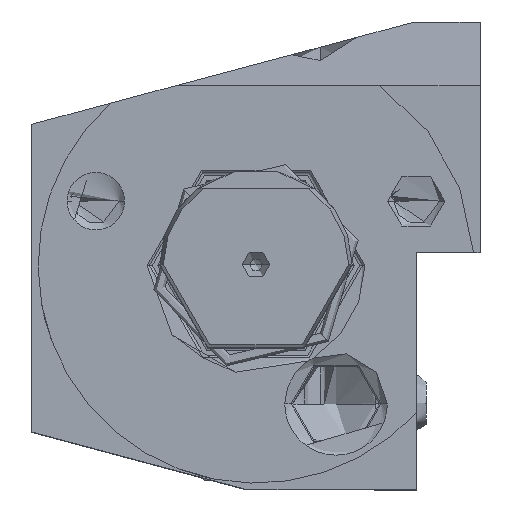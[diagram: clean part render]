
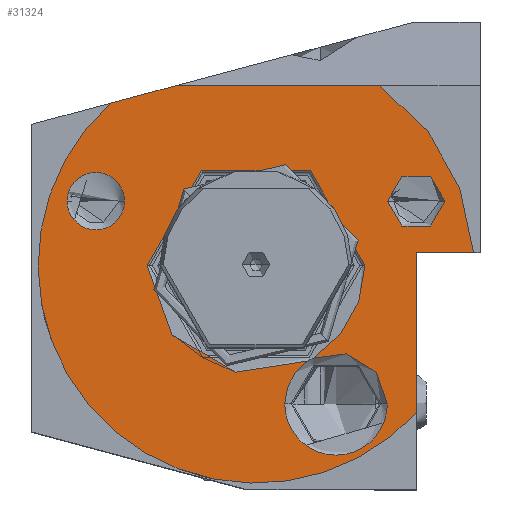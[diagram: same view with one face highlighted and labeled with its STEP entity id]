
A CAD part, top view. The second image highlights one B-rep face of the part: STEP entity #31324.
In plain terms, the highlighted planar face has unit normal (0, 0, 1).
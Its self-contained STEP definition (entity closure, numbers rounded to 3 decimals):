
#8133 = CARTESIAN_POINT ( 'NONE',  ( -25., 10., -55. ) ) ;
#10794 = DIRECTION ( 'NONE',  ( 0., 0., -1. ) ) ;
#10797 = DIRECTION ( 'NONE',  ( -1., 0., 0. ) ) ;
#12175 = AXIS2_PLACEMENT_3D ( 'NONE', #22088, #22086, #22101 ) ;
#12183 = AXIS2_PLACEMENT_3D ( 'NONE', #22033, #22030, #22038 ) ;
#12227 = AXIS2_PLACEMENT_3D ( 'NONE', #22035, #22036, #22047 ) ;
#12242 = AXIS2_PLACEMENT_3D ( 'NONE', #22025, #22034, #22026 ) ;
#12623 = FACE_BOUND ( 'NONE', #62817, .T. ) ;
#12627 = FACE_OUTER_BOUND ( 'NONE', #62884, .T. ) ;
#12651 = FACE_BOUND ( 'NONE', #62848, .T. ) ;
#12669 = FACE_BOUND ( 'NONE', #62868, .T. ) ;
#12676 = AXIS2_PLACEMENT_3D ( 'NONE', #38392, #38391, #38424 ) ;
#12934 = AXIS2_PLACEMENT_3D ( 'NONE', #13646, #13659, #13592 ) ;
#12943 = AXIS2_PLACEMENT_3D ( 'NONE', #13778, #13871, #13850 ) ;
#13156 = AXIS2_PLACEMENT_3D ( 'NONE', #19490, #19498, #19487 ) ;
#13592 = DIRECTION ( 'NONE',  ( 1., 0., 0. ) ) ;
#13646 = CARTESIAN_POINT ( 'NONE',  ( 0., 0., -55. ) ) ;
#13659 = DIRECTION ( 'NONE',  ( 0., 0., 1. ) ) ;
#13778 = CARTESIAN_POINT ( 'NONE',  ( 0., 0., -55. ) ) ;
#13850 = DIRECTION ( 'NONE',  ( 1., 0., 0. ) ) ;
#13871 = DIRECTION ( 'NONE',  ( 0., 0., 1. ) ) ;
#19487 = DIRECTION ( 'NONE',  ( -1., 0., 0. ) ) ;
#19490 = CARTESIAN_POINT ( 'NONE',  ( 25., 10., -55. ) ) ;
#19498 = DIRECTION ( 'NONE',  ( 0., 0., -1. ) ) ;
#21462 = AXIS2_PLACEMENT_3D ( 'NONE', #45425, #45431, #45449 ) ;
#21492 = AXIS2_PLACEMENT_3D ( 'NONE', #51498, #51417, #51509 ) ;
#21495 = AXIS2_PLACEMENT_3D ( 'NONE', #51444, #51482, #51463 ) ;
#21512 = AXIS2_PLACEMENT_3D ( 'NONE', #51710, #51638, #51659 ) ;
#21555 = AXIS2_PLACEMENT_3D ( 'NONE', #8133, #10794, #10797 ) ;
#21820 = CARTESIAN_POINT ( 'NONE',  ( 25., 17., -55. ) ) ;
#21828 = CARTESIAN_POINT ( 'NONE',  ( 0., 2., -55. ) ) ;
#21835 = DIRECTION ( 'NONE',  ( -1., 0., 0. ) ) ;
#21862 = DIRECTION ( 'NONE',  ( 0., -1., 0. ) ) ;
#22025 = CARTESIAN_POINT ( 'NONE',  ( 12.49, -21.633, -55. ) ) ;
#22026 = DIRECTION ( 'NONE',  ( -1., 0., 0. ) ) ;
#22030 = DIRECTION ( 'NONE',  ( 0., 0., 1. ) ) ;
#22033 = CARTESIAN_POINT ( 'NONE',  ( 0., 0., -55. ) ) ;
#22034 = DIRECTION ( 'NONE',  ( 0., 0., -1. ) ) ;
#22035 = CARTESIAN_POINT ( 'NONE',  ( 0., 0., -55. ) ) ;
#22036 = DIRECTION ( 'NONE',  ( 0., 0., 1. ) ) ;
#22038 = DIRECTION ( 'NONE',  ( 1., 0., 0. ) ) ;
#22047 = DIRECTION ( 'NONE',  ( 1., 0., 0. ) ) ;
#22086 = DIRECTION ( 'NONE',  ( 0., 0., 1. ) ) ;
#22088 = CARTESIAN_POINT ( 'NONE',  ( 0., 0., -55. ) ) ;
#22101 = DIRECTION ( 'NONE',  ( 1., 0., 0. ) ) ;
#22216 = CARTESIAN_POINT ( 'NONE',  ( 4.49, -21.633, -55. ) ) ;
#22227 = CARTESIAN_POINT ( 'NONE',  ( 20.49, -21.633, -55. ) ) ;
#22259 = CARTESIAN_POINT ( 'NONE',  ( -29.475, 10., -55. ) ) ;
#22386 = CARTESIAN_POINT ( 'NONE',  ( -20.525, 10., -55. ) ) ;
#22781 = CIRCLE ( 'NONE', #12242, 8. ) ;
#22785 = CIRCLE ( 'NONE', #12175, 17. ) ;
#22789 = CIRCLE ( 'NONE', #12227, 34. ) ;
#22800 = CIRCLE ( 'NONE', #12183, 34. ) ;
#23429 = CIRCLE ( 'NONE', #12676, 8. ) ;
#24132 = LINE ( 'NONE', #21828, #24147 ) ;
#24147 = VECTOR ( 'NONE', #21835, 1000. ) ;
#24158 = VECTOR ( 'NONE', #21862, 1000. ) ;
#24161 = LINE ( 'NONE', #21820, #24158 ) ;
#31324 = ADVANCED_FACE ( 'NONE', ( #12669, #12651, #12623, #12627 ), #45422, .F. ) ;
#31568 = EDGE_CURVE ( 'NONE', #60334, #60309, #55240, .T. ) ;
#31571 = EDGE_CURVE ( 'NONE', #59365, #61943, #55255, .T. ) ;
#31587 = EDGE_CURVE ( 'NONE', #34829, #34793, #55209, .T. ) ;
#31598 = EDGE_CURVE ( 'NONE', #34761, #34793, #55231, .T. ) ;
#31599 = EDGE_CURVE ( 'NONE', #61846, #61951, #55218, .T. ) ;
#34750 = VERTEX_POINT ( 'NONE', #51767 ) ;
#34761 = VERTEX_POINT ( 'NONE', #51769 ) ;
#34771 = VERTEX_POINT ( 'NONE', #51820 ) ;
#34793 = VERTEX_POINT ( 'NONE', #51736 ) ;
#34815 = VERTEX_POINT ( 'NONE', #51783 ) ;
#34829 = VERTEX_POINT ( 'NONE', #51924 ) ;
#36195 = ORIENTED_EDGE ( 'NONE', *, *, #58789, .F. ) ;
#36224 = ORIENTED_EDGE ( 'NONE', *, *, #31587, .T. ) ;
#36228 = ORIENTED_EDGE ( 'NONE', *, *, #31598, .F. ) ;
#36241 = ORIENTED_EDGE ( 'NONE', *, *, #59210, .F. ) ;
#36243 = ORIENTED_EDGE ( 'NONE', *, *, #59239, .T. ) ;
#36254 = ORIENTED_EDGE ( 'NONE', *, *, #31599, .T. ) ;
#36256 = ORIENTED_EDGE ( 'NONE', *, *, #58943, .T. ) ;
#36278 = ORIENTED_EDGE ( 'NONE', *, *, #59244, .T. ) ;
#36298 = ORIENTED_EDGE ( 'NONE', *, *, #31568, .T. ) ;
#36324 = ORIENTED_EDGE ( 'NONE', *, *, #61253, .T. ) ;
#36382 = ORIENTED_EDGE ( 'NONE', *, *, #59251, .T. ) ;
#36389 = ORIENTED_EDGE ( 'NONE', *, *, #59261, .F. ) ;
#36410 = ORIENTED_EDGE ( 'NONE', *, *, #31571, .T. ) ;
#36458 = ORIENTED_EDGE ( 'NONE', *, *, #58562, .T. ) ;
#36460 = ORIENTED_EDGE ( 'NONE', *, *, #58813, .F. ) ;
#37975 = ORIENTED_EDGE ( 'NONE', *, *, #59205, .F. ) ;
#38391 = DIRECTION ( 'NONE',  ( 0., 0., -1. ) ) ;
#38392 = CARTESIAN_POINT ( 'NONE',  ( 12.49, -21.633, -55. ) ) ;
#38424 = DIRECTION ( 'NONE',  ( -1., 0., 0. ) ) ;
#42583 = CARTESIAN_POINT ( 'NONE',  ( 20.525, 10., -55. ) ) ;
#42639 = CARTESIAN_POINT ( 'NONE',  ( 8.093, -14.95, -55. ) ) ;
#42657 = CARTESIAN_POINT ( 'NONE',  ( -17., 0., -55. ) ) ;
#42689 = CARTESIAN_POINT ( 'NONE',  ( 29.475, 10., -55. ) ) ;
#42949 = CARTESIAN_POINT ( 'NONE',  ( 17., 0., -55. ) ) ;
#42995 = CARTESIAN_POINT ( 'NONE',  ( 8.901, -14.484, -55. ) ) ;
#45422 = PLANE ( 'NONE',  #21462 ) ;
#45425 = CARTESIAN_POINT ( 'NONE',  ( 0., 17., -55. ) ) ;
#45431 = DIRECTION ( 'NONE',  ( 0., 0., -1. ) ) ;
#45449 = DIRECTION ( 'NONE',  ( -1., 0., 0. ) ) ;
#51417 = DIRECTION ( 'NONE',  ( 0., 0., -1. ) ) ;
#51444 = CARTESIAN_POINT ( 'NONE',  ( -25., 10., -55. ) ) ;
#51463 = DIRECTION ( 'NONE',  ( -1., 0., 0. ) ) ;
#51482 = DIRECTION ( 'NONE',  ( 0., 0., -1. ) ) ;
#51498 = CARTESIAN_POINT ( 'NONE',  ( 12.49, -21.633, -55. ) ) ;
#51509 = DIRECTION ( 'NONE',  ( -1., 0., 0. ) ) ;
#51559 = CARTESIAN_POINT ( 'NONE',  ( 0., 28., -55. ) ) ;
#51585 = DIRECTION ( 'NONE',  ( -1., 0., 0. ) ) ;
#51626 = DIRECTION ( 'NONE',  ( 0.966, 0.259, 0. ) ) ;
#51638 = DIRECTION ( 'NONE',  ( 0., 0., -1. ) ) ;
#51659 = DIRECTION ( 'NONE',  ( -1., 0., 0. ) ) ;
#51690 = CARTESIAN_POINT ( 'NONE',  ( -3.595, 30.415, -55. ) ) ;
#51710 = CARTESIAN_POINT ( 'NONE',  ( 25., 10., -55. ) ) ;
#51736 = CARTESIAN_POINT ( 'NONE',  ( -12.608, 28., -55. ) ) ;
#51767 = CARTESIAN_POINT ( 'NONE',  ( 25., 2., -55. ) ) ;
#51769 = CARTESIAN_POINT ( 'NONE',  ( -22.726, 25.289, -55. ) ) ;
#51783 = CARTESIAN_POINT ( 'NONE',  ( 33.941, 2., -55. ) ) ;
#51820 = CARTESIAN_POINT ( 'NONE',  ( 25., -23.043, -55. ) ) ;
#51924 = CARTESIAN_POINT ( 'NONE',  ( 19.287, 28., -55. ) ) ;
#53770 = CIRCLE ( 'NONE', #21555, 4.475 ) ;
#54350 = CIRCLE ( 'NONE', #12943, 17. ) ;
#54361 = CIRCLE ( 'NONE', #12934, 17. ) ;
#54572 = CIRCLE ( 'NONE', #13156, 4.475 ) ;
#55151 = VECTOR ( 'NONE', #51585, 1000. ) ;
#55174 = VECTOR ( 'NONE', #51626, 1000. ) ;
#55209 = LINE ( 'NONE', #51559, #55151 ) ;
#55218 = CIRCLE ( 'NONE', #21512, 4.475 ) ;
#55231 = LINE ( 'NONE', #51690, #55174 ) ;
#55240 = CIRCLE ( 'NONE', #21495, 4.475 ) ;
#55255 = CIRCLE ( 'NONE', #21492, 8. ) ;
#58562 = EDGE_CURVE ( 'NONE', #60309, #60334, #53770, .T. ) ;
#58789 = EDGE_CURVE ( 'NONE', #61915, #61943, #54361, .T. ) ;
#58813 = EDGE_CURVE ( 'NONE', #63630, #63659, #54350, .T. ) ;
#58943 = EDGE_CURVE ( 'NONE', #61951, #61846, #54572, .T. ) ;
#59205 = EDGE_CURVE ( 'NONE', #34815, #34750, #24132, .T. ) ;
#59210 = EDGE_CURVE ( 'NONE', #34750, #34771, #24161, .T. ) ;
#59239 = EDGE_CURVE ( 'NONE', #34761, #34771, #22800, .T. ) ;
#59244 = EDGE_CURVE ( 'NONE', #63630, #59345, #22781, .T. ) ;
#59251 = EDGE_CURVE ( 'NONE', #34815, #34829, #22789, .T. ) ;
#59261 = EDGE_CURVE ( 'NONE', #63659, #61915, #22785, .T. ) ;
#59345 = VERTEX_POINT ( 'NONE', #22227 ) ;
#59365 = VERTEX_POINT ( 'NONE', #22216 ) ;
#60309 = VERTEX_POINT ( 'NONE', #22386 ) ;
#60334 = VERTEX_POINT ( 'NONE', #22259 ) ;
#61253 = EDGE_CURVE ( 'NONE', #59345, #59365, #23429, .T. ) ;
#61846 = VERTEX_POINT ( 'NONE', #42583 ) ;
#61915 = VERTEX_POINT ( 'NONE', #42657 ) ;
#61943 = VERTEX_POINT ( 'NONE', #42639 ) ;
#61951 = VERTEX_POINT ( 'NONE', #42689 ) ;
#62817 = EDGE_LOOP ( 'NONE', ( #36460, #36278, #36324, #36410, #36195, #36389 ) ) ;
#62848 = EDGE_LOOP ( 'NONE', ( #36256, #36254 ) ) ;
#62868 = EDGE_LOOP ( 'NONE', ( #36458, #36298 ) ) ;
#62884 = EDGE_LOOP ( 'NONE', ( #36382, #36224, #36228, #36243, #36241, #37975 ) ) ;
#63630 = VERTEX_POINT ( 'NONE', #42995 ) ;
#63659 = VERTEX_POINT ( 'NONE', #42949 ) ;
